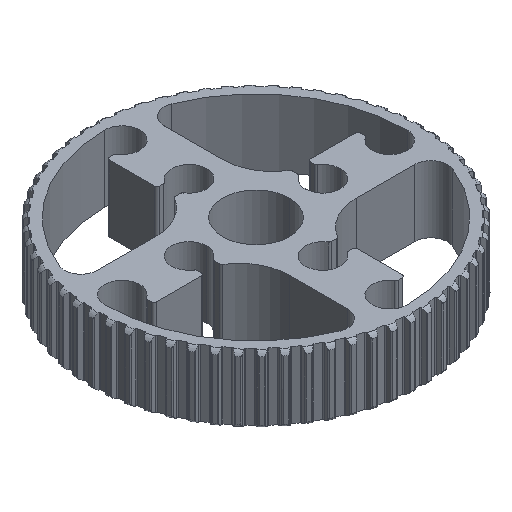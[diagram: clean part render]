
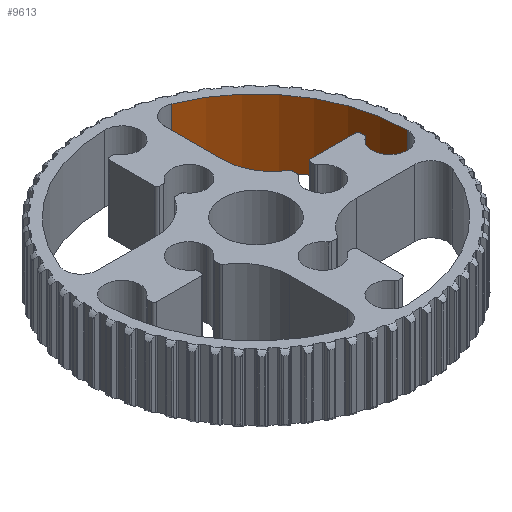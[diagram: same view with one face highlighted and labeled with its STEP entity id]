
A CAD part, isometric view. The second image highlights one B-rep face of the part: STEP entity #9613.
In plain terms, the highlighted cylindrical face has radius 18.1 mm (diameter 36.2 mm), a partial arc.
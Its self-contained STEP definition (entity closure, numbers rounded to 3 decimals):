
#393 = CIRCLE ( 'NONE', #1813, 18.1 ) ;
#541 = AXIS2_PLACEMENT_3D ( 'NONE', #13451, #1819, #15399 ) ;
#1015 = VERTEX_POINT ( 'NONE', #24884 ) ;
#1023 = AXIS2_PLACEMENT_3D ( 'NONE', #1146, #8853, #10817 ) ;
#1146 = CARTESIAN_POINT ( 'NONE',  ( 0., 0., 4. ) ) ;
#1813 = AXIS2_PLACEMENT_3D ( 'NONE', #19325, #7675, #21239 ) ;
#1819 = DIRECTION ( 'NONE',  ( 0., 0., -1. ) ) ;
#1999 = FACE_OUTER_BOUND ( 'NONE', #10669, .T. ) ;
#2977 = ORIENTED_EDGE ( 'NONE', *, *, #7247, .T. ) ;
#3414 = ORIENTED_EDGE ( 'NONE', *, *, #13286, .F. ) ;
#4612 = DIRECTION ( 'NONE',  ( 0., 0., -1. ) ) ;
#6570 = CARTESIAN_POINT ( 'NONE',  ( 18.1, 0., 4. ) ) ;
#6848 = ORIENTED_EDGE ( 'NONE', *, *, #11357, .F. ) ;
#7225 = LINE ( 'NONE', #8111, #12379 ) ;
#7247 = EDGE_CURVE ( 'NONE', #21047, #1015, #393, .T. ) ;
#7640 = CIRCLE ( 'NONE', #541, 18.1 ) ;
#7675 = DIRECTION ( 'NONE',  ( 0., 0., -1. ) ) ;
#8111 = CARTESIAN_POINT ( 'NONE',  ( 6.745, 16.796, 4. ) ) ;
#8853 = DIRECTION ( 'NONE',  ( 0., 0., -1. ) ) ;
#9613 = ADVANCED_FACE ( 'NONE', ( #1999 ), #11720, .F. ) ;
#9830 = ORIENTED_EDGE ( 'NONE', *, *, #23223, .T. ) ;
#10061 = DIRECTION ( 'NONE',  ( 0., 0., -1. ) ) ;
#10669 = EDGE_LOOP ( 'NONE', ( #3414, #9830, #2977, #6848 ) ) ;
#10817 = DIRECTION ( 'NONE',  ( -1., 0., 0. ) ) ;
#11357 = EDGE_CURVE ( 'NONE', #17369, #1015, #21081, .T. ) ;
#11634 = VECTOR ( 'NONE', #4612, 1000. ) ;
#11720 = CYLINDRICAL_SURFACE ( 'NONE', #1023, 18.1 ) ;
#12224 = CARTESIAN_POINT ( 'NONE',  ( 6.745, 16.796, 4. ) ) ;
#12379 = VECTOR ( 'NONE', #10061, 1000. ) ;
#12694 = VERTEX_POINT ( 'NONE', #12224 ) ;
#13286 = EDGE_CURVE ( 'NONE', #12694, #17369, #7640, .T. ) ;
#13451 = CARTESIAN_POINT ( 'NONE',  ( 0., 0., 4. ) ) ;
#15399 = DIRECTION ( 'NONE',  ( 0., 1., 0. ) ) ;
#16056 = CARTESIAN_POINT ( 'NONE',  ( 18.1, 0., 4. ) ) ;
#17369 = VERTEX_POINT ( 'NONE', #16056 ) ;
#19325 = CARTESIAN_POINT ( 'NONE',  ( 0., 0., -4. ) ) ;
#19542 = CARTESIAN_POINT ( 'NONE',  ( 6.745, 16.796, -4. ) ) ;
#21047 = VERTEX_POINT ( 'NONE', #19542 ) ;
#21081 = LINE ( 'NONE', #6570, #11634 ) ;
#21239 = DIRECTION ( 'NONE',  ( 0., 1., 0. ) ) ;
#23223 = EDGE_CURVE ( 'NONE', #12694, #21047, #7225, .T. ) ;
#24884 = CARTESIAN_POINT ( 'NONE',  ( 18.1, 0., -4. ) ) ;
